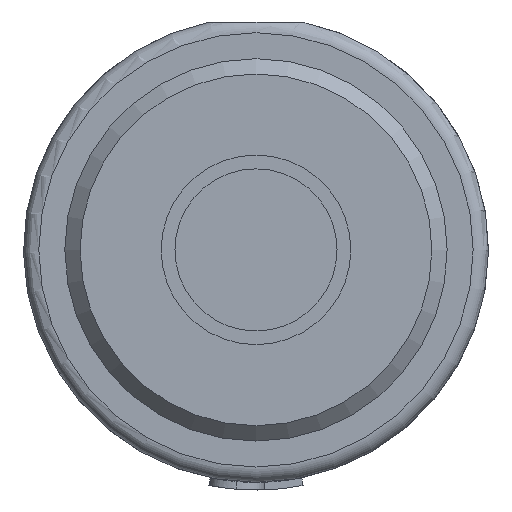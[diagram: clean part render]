
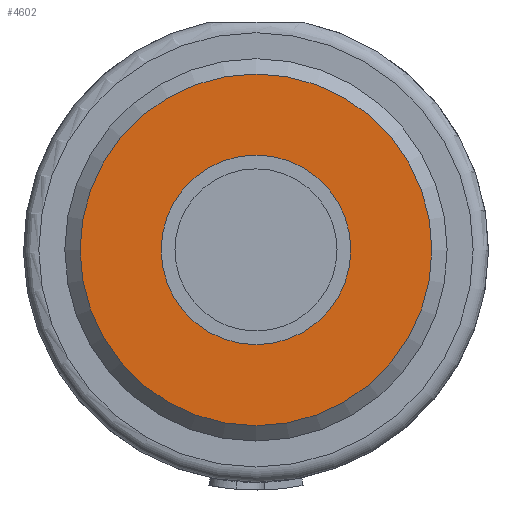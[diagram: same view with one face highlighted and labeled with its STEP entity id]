
A CAD part, left-side view. The second image highlights one B-rep face of the part: STEP entity #4602.
In plain terms, the highlighted planar face has unit normal (-1, 0, 0).
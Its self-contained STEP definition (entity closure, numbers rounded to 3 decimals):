
#69=FACE_BOUND('',#942,.T.);
#424=PLANE('',#4944);
#651=FACE_OUTER_BOUND('',#941,.T.);
#941=EDGE_LOOP('',(#3854));
#942=EDGE_LOOP('',(#3855));
#1656=CIRCLE('',#4943,3.1);
#1657=CIRCLE('',#4945,5.75);
#2077=VERTEX_POINT('',#9500);
#2078=VERTEX_POINT('',#9504);
#2678=EDGE_CURVE('',#2077,#2077,#1656,.T.);
#2679=EDGE_CURVE('',#2078,#2078,#1657,.T.);
#3854=ORIENTED_EDGE('',*,*,#2679,.F.);
#3855=ORIENTED_EDGE('',*,*,#2678,.T.);
#4602=ADVANCED_FACE('',(#651,#69),#424,.T.);
#4943=AXIS2_PLACEMENT_3D('',#9502,#5819,#5820);
#4944=AXIS2_PLACEMENT_3D('',#9503,#5821,#5822);
#4945=AXIS2_PLACEMENT_3D('',#9505,#5823,#5824);
#5819=DIRECTION('center_axis',(1.,0.,0.));
#5820=DIRECTION('ref_axis',(0.,1.,0.));
#5821=DIRECTION('center_axis',(-1.,0.,0.));
#5822=DIRECTION('ref_axis',(0.,0.,
1.));
#5823=DIRECTION('center_axis',(1.,0.,0.));
#5824=DIRECTION('ref_axis',(0.,1.,0.));
#9500=CARTESIAN_POINT('',(0.105,-3.1,-6.875));
#9502=CARTESIAN_POINT('Origin',(0.105,0.,
-6.875));
#9503=CARTESIAN_POINT('Origin',(0.105,5.75,-6.875));
#9504=CARTESIAN_POINT('',(0.105,-5.75,-6.875));
#9505=CARTESIAN_POINT('Origin',(0.105,0.,
-6.875));
